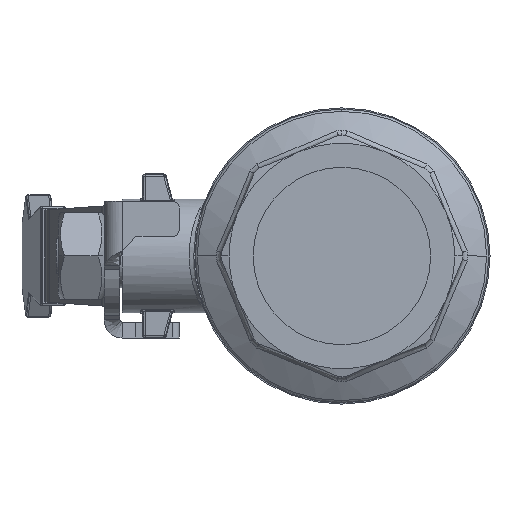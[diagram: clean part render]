
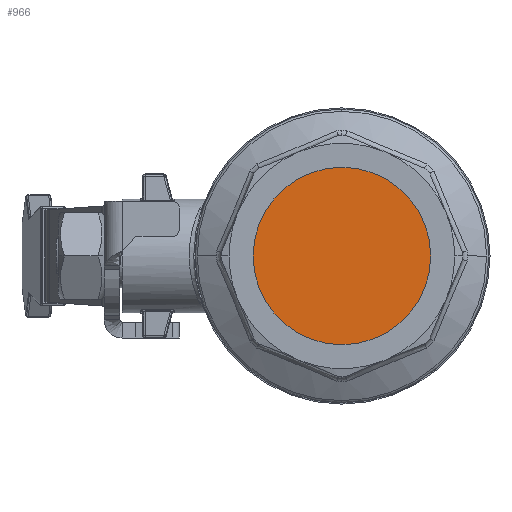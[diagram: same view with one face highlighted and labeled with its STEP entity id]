
A CAD part, left-side view. The second image highlights one B-rep face of the part: STEP entity #966.
In plain terms, the highlighted planar face has unit normal (-1, 0, 0).
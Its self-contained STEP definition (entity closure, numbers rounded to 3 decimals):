
#966=ADVANCED_FACE('',(#2611),#2612,.F.);
#2611=FACE_OUTER_BOUND('',#4983,.T.);
#2612=PLANE('',#4984);
#4983=EDGE_LOOP('',(#11301,#11302));
#4984=AXIS2_PLACEMENT_3D('',#11303,#11304,#11305);
#11301=ORIENTED_EDGE('',*,*,#17452,.F.);
#11302=ORIENTED_EDGE('',*,*,#17466,.F.);
#11303=CARTESIAN_POINT('',(-33.0,0.0,0.));
#11304=DIRECTION('',(1.0,0.0,0.));
#11305=DIRECTION('',(0.,0.0,-1.0));
#17452=EDGE_CURVE('',#20555,#20558,#20559,.T.);
#17466=EDGE_CURVE('',#20558,#20555,#20578,.T.);
#20555=VERTEX_POINT('',#25069);
#20558=VERTEX_POINT('',#25073);
#20559=CIRCLE('',#25074,19.476);
#20578=CIRCLE('',#25096,19.476);
#25069=CARTESIAN_POINT('',(-33.0,19.476,0.));
#25073=CARTESIAN_POINT('',(-33.0,-19.476,0.));
#25074=AXIS2_PLACEMENT_3D('',#33617,#33618,#33619);
#25096=AXIS2_PLACEMENT_3D('',#33641,#33642,#33643);
#33617=CARTESIAN_POINT('',(-33.0,0.0,0.));
#33618=DIRECTION('',(1.0,0.0,0.));
#33619=DIRECTION('',(0.,0.0,-1.0));
#33641=CARTESIAN_POINT('',(-33.0,0.0,0.));
#33642=DIRECTION('',(1.0,0.0,0.));
#33643=DIRECTION('',(0.,0.0,-1.0));
